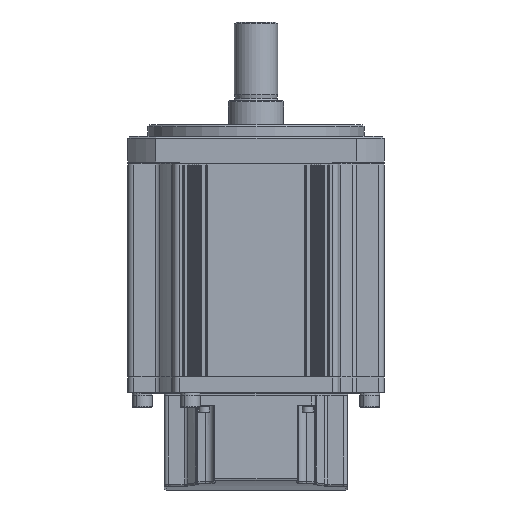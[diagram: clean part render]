
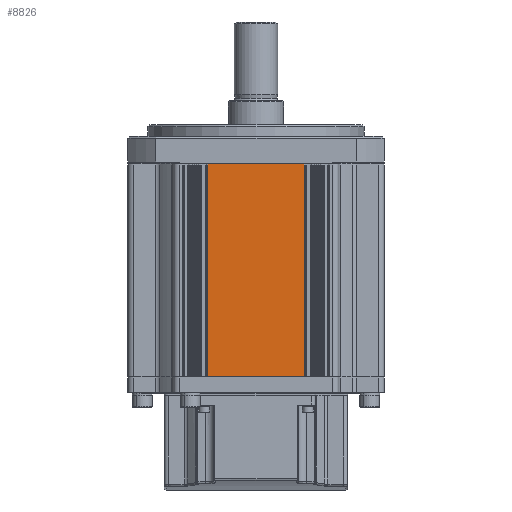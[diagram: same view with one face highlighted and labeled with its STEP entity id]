
A CAD part, front view. The second image highlights one B-rep face of the part: STEP entity #8826.
In plain terms, the highlighted planar face has unit normal (0, -1, 0).
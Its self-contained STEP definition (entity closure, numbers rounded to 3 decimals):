
#3099 = EDGE_LOOP ( 'NONE', ( #66360, #66277, #66258, #66379 ) ) ;
#3320 = VECTOR ( 'NONE', #86865, 1000. ) ;
#8717 = EDGE_CURVE ( 'NONE', #31284, #31339, #86889, .T. ) ;
#8826 = ADVANCED_FACE ( 'NONE', ( #85746 ), #85701, .F. ) ;
#10402 = EDGE_CURVE ( 'NONE', #31284, #31715, #100868, .T. ) ;
#10449 = EDGE_CURVE ( 'NONE', #31339, #31654, #101054, .T. ) ;
#10548 = EDGE_CURVE ( 'NONE', #31715, #31654, #101316, .T. ) ;
#31284 = VERTEX_POINT ( 'NONE', #40239 ) ;
#31339 = VERTEX_POINT ( 'NONE', #40314 ) ;
#31654 = VERTEX_POINT ( 'NONE', #38036 ) ;
#31715 = VERTEX_POINT ( 'NONE', #38214 ) ;
#38036 = CARTESIAN_POINT ( 'NONE',  ( 24.5, -65., -118. ) ) ;
#38214 = CARTESIAN_POINT ( 'NONE',  ( -24.5, -65., -118. ) ) ;
#40239 = CARTESIAN_POINT ( 'NONE',  ( -24.5, -65., -10. ) ) ;
#40314 = CARTESIAN_POINT ( 'NONE',  ( 24.5, -65., -10. ) ) ;
#66258 = ORIENTED_EDGE ( 'NONE', *, *, #8717, .F. ) ;
#66277 = ORIENTED_EDGE ( 'NONE', *, *, #10449, .F. ) ;
#66360 = ORIENTED_EDGE ( 'NONE', *, *, #10548, .T. ) ;
#66379 = ORIENTED_EDGE ( 'NONE', *, *, #10402, .T. ) ;
#82285 = AXIS2_PLACEMENT_3D ( 'NONE', #85817, #85844, #85822 ) ;
#85701 = PLANE ( 'NONE',  #82285 ) ;
#85746 = FACE_OUTER_BOUND ( 'NONE', #3099, .T. ) ;
#85817 = CARTESIAN_POINT ( 'NONE',  ( 24.5, -65., -10. ) ) ;
#85822 = DIRECTION ( 'NONE',  ( 0., 0., 1. ) ) ;
#85844 = DIRECTION ( 'NONE',  ( 0., 1., 0. ) ) ;
#86865 = DIRECTION ( 'NONE',  ( 1., 0., 0. ) ) ;
#86882 = CARTESIAN_POINT ( 'NONE',  ( 24.5, -65., -10. ) ) ;
#86889 = LINE ( 'NONE', #86882, #3320 ) ;
#100596 = VECTOR ( 'NONE', #100849, 1000. ) ;
#100630 = VECTOR ( 'NONE', #100994, 1000. ) ;
#100797 = VECTOR ( 'NONE', #101305, 1000. ) ;
#100810 = CARTESIAN_POINT ( 'NONE',  ( -24.5, -65., -10. ) ) ;
#100849 = DIRECTION ( 'NONE',  ( 0., 0., -1. ) ) ;
#100868 = LINE ( 'NONE', #100810, #100596 ) ;
#100994 = DIRECTION ( 'NONE',  ( 0., 0., -1. ) ) ;
#101041 = CARTESIAN_POINT ( 'NONE',  ( 24.5, -65., -10. ) ) ;
#101054 = LINE ( 'NONE', #101041, #100630 ) ;
#101288 = CARTESIAN_POINT ( 'NONE',  ( 24.5, -65., -118. ) ) ;
#101305 = DIRECTION ( 'NONE',  ( 1., 0., 0. ) ) ;
#101316 = LINE ( 'NONE', #101288, #100797 ) ;
